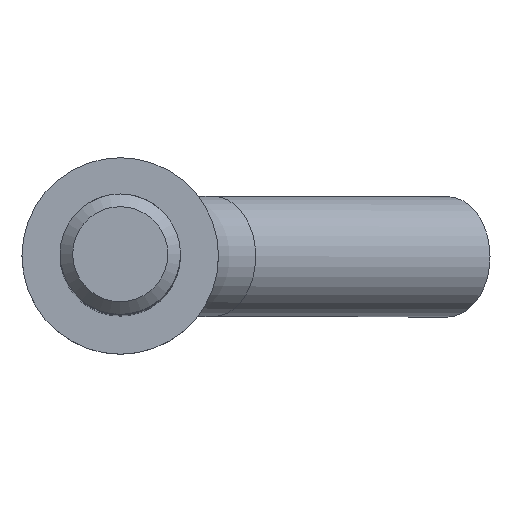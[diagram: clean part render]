
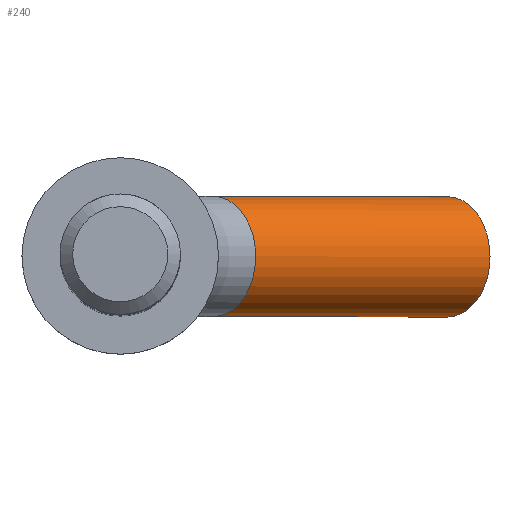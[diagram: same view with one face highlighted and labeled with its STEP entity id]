
A CAD part, top view. The second image highlights one B-rep face of the part: STEP entity #240.
In plain terms, the highlighted cylindrical face has radius 9.5 mm (diameter 19 mm), a full revolution.
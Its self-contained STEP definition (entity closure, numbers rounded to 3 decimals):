
#36=CIRCLE('',#277,9.5);
#37=CIRCLE('',#278,9.5);
#38=CIRCLE('',#280,9.5);
#53=FACE_OUTER_BOUND('',#66,.T.);
#66=EDGE_LOOP('',(#189,#190,#191,#192,#193));
#87=LINE('',#602,#95);
#95=VECTOR('',#319,9.5);
#124=VERTEX_POINT('',#595);
#125=VERTEX_POINT('',#597);
#126=VERTEX_POINT('',#601);
#151=EDGE_CURVE('',#124,#125,#36,.T.);
#152=EDGE_CURVE('',#125,#124,#37,.T.);
#153=EDGE_CURVE('',#125,#126,#87,.T.);
#154=EDGE_CURVE('',#126,#126,#38,.T.);
#189=ORIENTED_EDGE('',*,*,#151,.F.);
#190=ORIENTED_EDGE('',*,*,#152,.F.);
#191=ORIENTED_EDGE('',*,*,#153,.T.);
#192=ORIENTED_EDGE('',*,*,#154,.T.);
#193=ORIENTED_EDGE('',*,*,#153,.F.);
#233=CYLINDRICAL_SURFACE('',#279,9.5);
#240=ADVANCED_FACE('',(#53),#233,.T.);
#277=AXIS2_PLACEMENT_3D('',#598,#313,#314);
#278=AXIS2_PLACEMENT_3D('',#599,#315,#316);
#279=AXIS2_PLACEMENT_3D('',#600,#317,#318);
#280=AXIS2_PLACEMENT_3D('',#603,#320,#321);
#313=DIRECTION('center_axis',(0.707,0.,-0.707));
#314=DIRECTION('ref_axis',(0.707,0.,0.707));
#315=DIRECTION('center_axis',(0.707,0.,-0.707));
#316=DIRECTION('ref_axis',(0.707,0.,0.707));
#317=DIRECTION('center_axis',(0.707,0.,-0.707));
#318=DIRECTION('ref_axis',(-0.707,0.,-0.707));
#319=DIRECTION('',(-0.707,0.,0.707));
#320=DIRECTION('center_axis',(0.707,0.,-0.707));
#321=DIRECTION('ref_axis',(-0.707,0.,-0.707));
#595=CARTESIAN_POINT('',(44.901,0.,-248.336));
#597=CARTESIAN_POINT('',(58.336,0.,-234.901));
#598=CARTESIAN_POINT('Origin',(51.619,0.,-241.619));
#599=CARTESIAN_POINT('Origin',(51.619,0.,-241.619));
#600=CARTESIAN_POINT('Origin',(14.645,0.,-204.645));
#601=CARTESIAN_POINT('',(21.362,0.,-197.927));
#602=CARTESIAN_POINT('',(21.362,0.,-197.927));
#603=CARTESIAN_POINT('Origin',(14.645,0.,-204.645));
